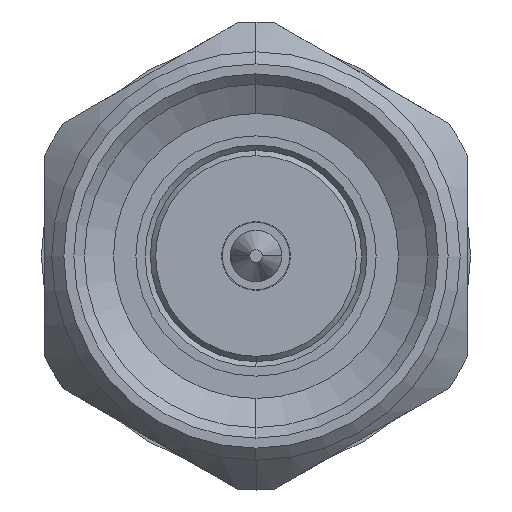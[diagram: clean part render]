
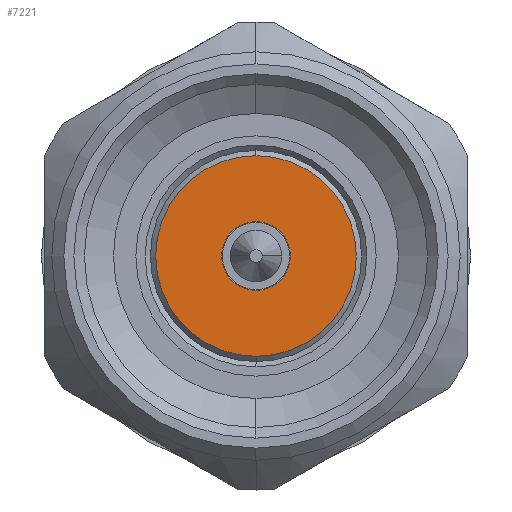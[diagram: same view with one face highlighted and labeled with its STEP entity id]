
A CAD part, left-side view. The second image highlights one B-rep face of the part: STEP entity #7221.
In plain terms, the highlighted face is planar.
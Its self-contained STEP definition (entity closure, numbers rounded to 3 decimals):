
#25 = CARTESIAN_POINT ( 'NONE',  ( -2.9, 0., 1.9 ) ) ;
#120 = CIRCLE ( 'NONE', #3009, 1.9 ) ;
#151 = CARTESIAN_POINT ( 'NONE',  ( -2.9, 0., -0.65 ) ) ;
#305 = DIRECTION ( 'NONE',  ( -1., 0., 0. ) ) ;
#344 = DIRECTION ( 'NONE',  ( 0., 0., 1. ) ) ;
#588 = AXIS2_PLACEMENT_3D ( 'NONE', #3114, #1493, #6997 ) ;
#643 = CARTESIAN_POINT ( 'NONE',  ( -2.9, 0., 0. ) ) ;
#666 = FACE_BOUND ( 'NONE', #4109, .T. ) ;
#960 = VERTEX_POINT ( 'NONE', #151 ) ;
#998 = ORIENTED_EDGE ( 'NONE', *, *, #7417, .T. ) ;
#1162 = ORIENTED_EDGE ( 'NONE', *, *, #4517, .F. ) ;
#1402 = VERTEX_POINT ( 'NONE', #25 ) ;
#1447 = AXIS2_PLACEMENT_3D ( 'NONE', #4174, #2945, #2254 ) ;
#1493 = DIRECTION ( 'NONE',  ( -1., 0., 0. ) ) ;
#1979 = DIRECTION ( 'NONE',  ( -1., 0., 0. ) ) ;
#2141 = CARTESIAN_POINT ( 'NONE',  ( -2.9, 0., 0. ) ) ;
#2254 = DIRECTION ( 'NONE',  ( 0., 0., 1. ) ) ;
#2489 = DIRECTION ( 'NONE',  ( 0., 0., 1. ) ) ;
#2543 = EDGE_CURVE ( 'NONE', #960, #6611, #3885, .T. ) ;
#2712 = AXIS2_PLACEMENT_3D ( 'NONE', #643, #7378, #2489 ) ;
#2945 = DIRECTION ( 'NONE',  ( -1., 0., 0. ) ) ;
#3009 = AXIS2_PLACEMENT_3D ( 'NONE', #2141, #305, #344 ) ;
#3114 = CARTESIAN_POINT ( 'NONE',  ( -2.9, 0., 0. ) ) ;
#3118 = CIRCLE ( 'NONE', #1447, 0.65 ) ;
#3151 = CARTESIAN_POINT ( 'NONE',  ( -2.9, 1.9, 0. ) ) ;
#3629 = ORIENTED_EDGE ( 'NONE', *, *, #2543, .T. ) ;
#3885 = CIRCLE ( 'NONE', #2712, 0.65 ) ;
#4109 = EDGE_LOOP ( 'NONE', ( #998, #3629 ) ) ;
#4174 = CARTESIAN_POINT ( 'NONE',  ( -2.9, 0., 0. ) ) ;
#4306 = AXIS2_PLACEMENT_3D ( 'NONE', #3151, #1979, #4468 ) ;
#4468 = DIRECTION ( 'NONE',  ( 0., 0., 1. ) ) ;
#4517 = EDGE_CURVE ( 'NONE', #5098, #1402, #7740, .T. ) ;
#4681 = EDGE_LOOP ( 'NONE', ( #7899, #1162 ) ) ;
#5098 = VERTEX_POINT ( 'NONE', #6524 ) ;
#6257 = FACE_OUTER_BOUND ( 'NONE', #4681, .T. ) ;
#6309 = CARTESIAN_POINT ( 'NONE',  ( -2.9, 0., 0.65 ) ) ;
#6524 = CARTESIAN_POINT ( 'NONE',  ( -2.9, 0., -1.9 ) ) ;
#6611 = VERTEX_POINT ( 'NONE', #6309 ) ;
#6771 = EDGE_CURVE ( 'NONE', #1402, #5098, #120, .T. ) ;
#6997 = DIRECTION ( 'NONE',  ( 0., 0., 1. ) ) ;
#7221 = ADVANCED_FACE ( 'NONE', ( #6257, #666 ), #7561, .F. ) ;
#7378 = DIRECTION ( 'NONE',  ( -1., 0., 0. ) ) ;
#7417 = EDGE_CURVE ( 'NONE', #6611, #960, #3118, .T. ) ;
#7561 = PLANE ( 'NONE',  #4306 ) ;
#7740 = CIRCLE ( 'NONE', #588, 1.9 ) ;
#7899 = ORIENTED_EDGE ( 'NONE', *, *, #6771, .F. ) ;
